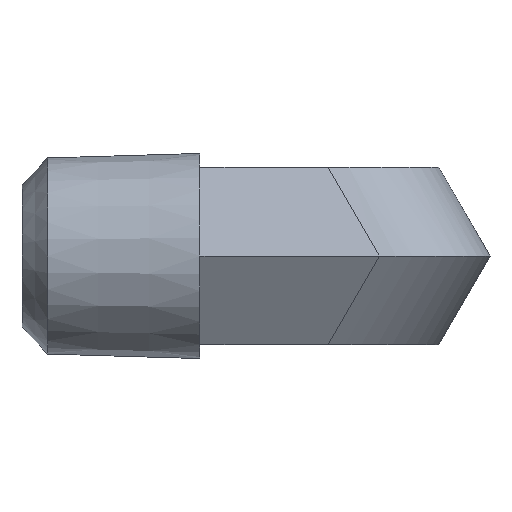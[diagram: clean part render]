
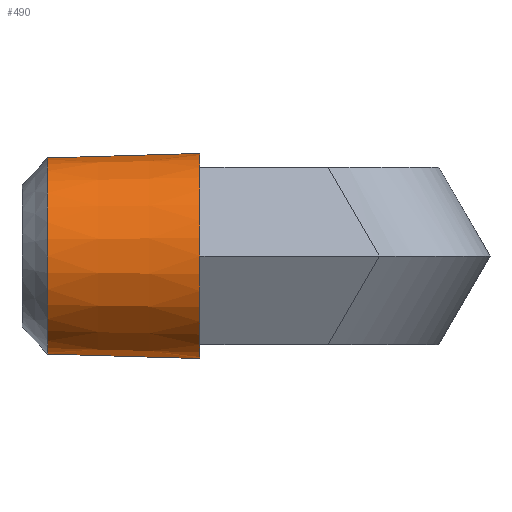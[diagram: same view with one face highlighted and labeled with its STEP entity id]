
A CAD part, left-side view. The second image highlights one B-rep face of the part: STEP entity #490.
In plain terms, the highlighted conical face has half-angle 1.7 degrees and reference radius 5.093 mm.
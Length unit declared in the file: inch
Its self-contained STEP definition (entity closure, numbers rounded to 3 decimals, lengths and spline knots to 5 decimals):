
#29 = CARTESIAN_POINT ( 'NONE',  ( 0., 0.567, 0.2005 ) ) ;
#54 = DIRECTION ( 'NONE',  ( 0., 0., 1. ) ) ;
#72 = EDGE_LOOP ( 'NONE', ( #450, #918, #487, #81 ) ) ;
#79 = CONICAL_SURFACE ( 'NONE', #886, 0.2005, 0.03 ) ;
#81 = ORIENTED_EDGE ( 'NONE', *, *, #383, .F. ) ;
#109 = VERTEX_POINT ( 'NONE', #1244 ) ;
#163 = AXIS2_PLACEMENT_3D ( 'NONE', #201, #890, #305 ) ;
#179 = AXIS2_PLACEMENT_3D ( 'NONE', #1227, #628, #54 ) ;
#201 = CARTESIAN_POINT ( 'NONE',  ( 0., 0.86502, 0. ) ) ;
#256 = CARTESIAN_POINT ( 'NONE',  ( 0., 0.567, 0.2005 ) ) ;
#303 = CARTESIAN_POINT ( 'NONE',  ( 0., 0.567, -0.2005 ) ) ;
#304 = EDGE_CURVE ( 'NONE', #719, #109, #1103, .T. ) ;
#305 = DIRECTION ( 'NONE',  ( 0., 0., -1. ) ) ;
#342 = DIRECTION ( 'NONE',  ( 0., 0., 1. ) ) ;
#357 = CARTESIAN_POINT ( 'NONE',  ( 0., 0.567, -0.2005 ) ) ;
#383 = EDGE_CURVE ( 'NONE', #719, #667, #479, .T. ) ;
#450 = ORIENTED_EDGE ( 'NONE', *, *, #304, .T. ) ;
#479 = LINE ( 'NONE', #29, #710 ) ;
#487 = ORIENTED_EDGE ( 'NONE', *, *, #842, .T. ) ;
#490 = ADVANCED_FACE ( 'NONE', ( #885 ), #79, .T. ) ;
#628 = DIRECTION ( 'NONE',  ( 0., 1., 0. ) ) ;
#644 = VECTOR ( 'NONE', #1087, 39.37008 ) ;
#652 = VERTEX_POINT ( 'NONE', #357 ) ;
#667 = VERTEX_POINT ( 'NONE', #256 ) ;
#709 = CARTESIAN_POINT ( 'NONE',  ( 0., 0.86502, 0.19165 ) ) ;
#710 = VECTOR ( 'NONE', #902, 39.37008 ) ;
#719 = VERTEX_POINT ( 'NONE', #709 ) ;
#740 = CIRCLE ( 'NONE', #179, 0.2005 ) ;
#819 = LINE ( 'NONE', #303, #644 ) ;
#842 = EDGE_CURVE ( 'NONE', #652, #667, #740, .T. ) ;
#885 = FACE_OUTER_BOUND ( 'NONE', #72, .T. ) ;
#886 = AXIS2_PLACEMENT_3D ( 'NONE', #1025, #1122, #342 ) ;
#890 = DIRECTION ( 'NONE',  ( 0., -1., 0. ) ) ;
#902 = DIRECTION ( 'NONE',  ( 0., -1., 0.03 ) ) ;
#918 = ORIENTED_EDGE ( 'NONE', *, *, #1175, .T. ) ;
#1025 = CARTESIAN_POINT ( 'NONE',  ( 0., 0.567, 0. ) ) ;
#1087 = DIRECTION ( 'NONE',  ( 0., -1., -0.03 ) ) ;
#1103 = CIRCLE ( 'NONE', #163, 0.19165 ) ;
#1122 = DIRECTION ( 'NONE',  ( 0., -1., 0. ) ) ;
#1175 = EDGE_CURVE ( 'NONE', #109, #652, #819, .T. ) ;
#1227 = CARTESIAN_POINT ( 'NONE',  ( 0., 0.567, 0. ) ) ;
#1244 = CARTESIAN_POINT ( 'NONE',  ( 0., 0.86502, -0.19165 ) ) ;
